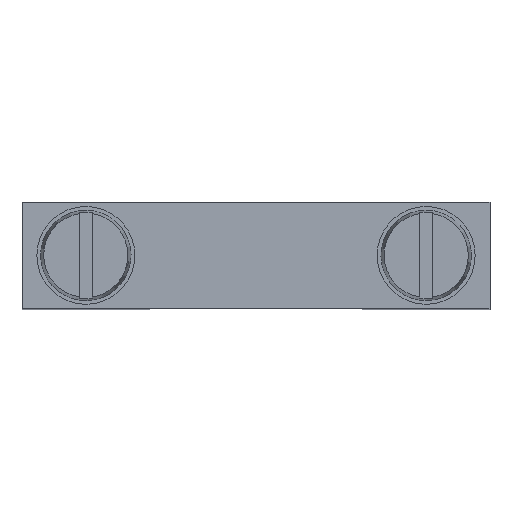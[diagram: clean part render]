
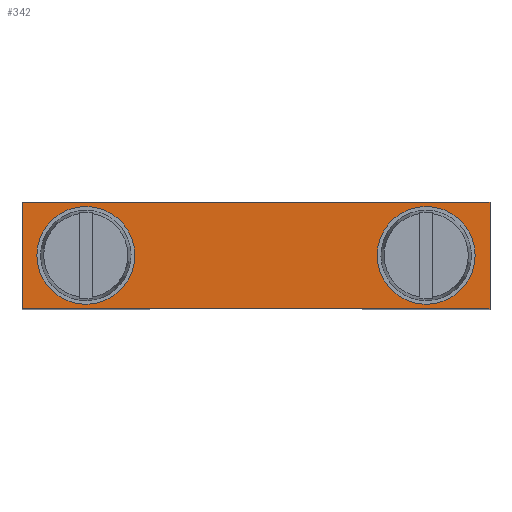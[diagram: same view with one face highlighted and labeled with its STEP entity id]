
A CAD part, top view. The second image highlights one B-rep face of the part: STEP entity #342.
In plain terms, the highlighted planar face has unit normal (0, 0, 1).
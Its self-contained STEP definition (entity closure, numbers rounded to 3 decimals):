
#172=AXIS2_PLACEMENT_3D('Circle Axis2P3D',#170,#171,$) ;
#203=AXIS2_PLACEMENT_3D('Circle Axis2P3D',#201,#202,$) ;
#312=AXIS2_PLACEMENT_3D('Plane Axis2P3D',#309,#310,#311) ;
#322=AXIS2_PLACEMENT_3D('Circle Axis2P3D',#320,#321,$) ;
#331=AXIS2_PLACEMENT_3D('Circle Axis2P3D',#329,#330,$) ;
#43=CARTESIAN_POINT('Vertex',(44.,0.,67.3)) ;
#57=CARTESIAN_POINT('Vertex',(44.,10.,67.3)) ;
#60=CARTESIAN_POINT('Line Origine',(44.,5.,67.3)) ;
#88=CARTESIAN_POINT('Vertex',(0.,10.,67.3)) ;
#91=CARTESIAN_POINT('Line Origine',(22.,10.,67.3)) ;
#119=CARTESIAN_POINT('Vertex',(0.,0.,67.3)) ;
#122=CARTESIAN_POINT('Line Origine',(0.,5.,67.3)) ;
#144=CARTESIAN_POINT('Line Origine',(22.,0.,67.3)) ;
#167=CARTESIAN_POINT('Vertex',(3.148,6.558,67.3)) ;
#170=CARTESIAN_POINT('Axis2P3D Location',(6.,5.,67.3)) ;
#174=CARTESIAN_POINT('Vertex',(8.852,3.442,67.3)) ;
#201=CARTESIAN_POINT('Axis2P3D Location',(6.,5.,67.3)) ;
#309=CARTESIAN_POINT('Axis2P3D Location',(22.,5.,67.3)) ;
#320=CARTESIAN_POINT('Axis2P3D Location',(38.,5.,67.3)) ;
#324=CARTESIAN_POINT('Vertex',(40.852,3.442,67.3)) ;
#326=CARTESIAN_POINT('Vertex',(35.148,6.558,67.3)) ;
#329=CARTESIAN_POINT('Axis2P3D Location',(38.,5.,67.3)) ;
#61=DIRECTION('Vector Direction',(0.,1.,0.)) ;
#92=DIRECTION('Vector Direction',(1.,0.,0.)) ;
#123=DIRECTION('Vector Direction',(0.,-1.,0.)) ;
#145=DIRECTION('Vector Direction',(-1.,0.,0.)) ;
#171=DIRECTION('Axis2P3D Direction',(0.,0.,1.)) ;
#202=DIRECTION('Axis2P3D Direction',(0.,0.,1.)) ;
#310=DIRECTION('Axis2P3D Direction',(0.,0.,1.)) ;
#311=DIRECTION('Axis2P3D XDirection',(-1.,0.,0.)) ;
#321=DIRECTION('Axis2P3D Direction',(0.,0.,1.)) ;
#330=DIRECTION('Axis2P3D Direction',(0.,0.,1.)) ;
#62=VECTOR('Line Direction',#61,1.) ;
#93=VECTOR('Line Direction',#92,1.) ;
#124=VECTOR('Line Direction',#123,1.) ;
#146=VECTOR('Line Direction',#145,1.) ;
#315=ORIENTED_EDGE('',*,*,#64,.T.) ;
#316=ORIENTED_EDGE('',*,*,#95,.T.) ;
#317=ORIENTED_EDGE('',*,*,#126,.T.) ;
#318=ORIENTED_EDGE('',*,*,#148,.T.) ;
#335=ORIENTED_EDGE('',*,*,#328,.F.) ;
#336=ORIENTED_EDGE('',*,*,#333,.F.) ;
#339=ORIENTED_EDGE('',*,*,#205,.F.) ;
#340=ORIENTED_EDGE('',*,*,#176,.F.) ;
#337=FACE_BOUND('',#334,.T.) ;
#341=FACE_BOUND('',#338,.T.) ;
#342=ADVANCED_FACE('15575_QL_2_WQV_120.1\\Koerper.2',(#319,#337,#341),#313,.T.) ;
#173=CIRCLE('generated circle',#172,3.25) ;
#204=CIRCLE('generated circle',#203,3.25) ;
#323=CIRCLE('generated circle',#322,3.25) ;
#332=CIRCLE('generated circle',#331,3.25) ;
#64=EDGE_CURVE('',#44,#58,#63,.T.) ;
#95=EDGE_CURVE('',#58,#89,#94,.F.) ;
#126=EDGE_CURVE('',#89,#120,#125,.T.) ;
#148=EDGE_CURVE('',#120,#44,#147,.F.) ;
#176=EDGE_CURVE('',#168,#175,#173,.T.) ;
#205=EDGE_CURVE('',#175,#168,#204,.T.) ;
#328=EDGE_CURVE('',#325,#327,#323,.T.) ;
#333=EDGE_CURVE('',#327,#325,#332,.T.) ;
#314=EDGE_LOOP('',(#315,#316,#317,#318)) ;
#334=EDGE_LOOP('',(#335,#336)) ;
#338=EDGE_LOOP('',(#339,#340)) ;
#319=FACE_OUTER_BOUND('',#314,.T.) ;
#63=LINE('Line',#60,#62) ;
#94=LINE('Line',#91,#93) ;
#125=LINE('Line',#122,#124) ;
#147=LINE('Line',#144,#146) ;
#313=PLANE('',#312) ;
#44=VERTEX_POINT('',#43) ;
#58=VERTEX_POINT('',#57) ;
#89=VERTEX_POINT('',#88) ;
#120=VERTEX_POINT('',#119) ;
#168=VERTEX_POINT('',#167) ;
#175=VERTEX_POINT('',#174) ;
#325=VERTEX_POINT('',#324) ;
#327=VERTEX_POINT('',#326) ;
